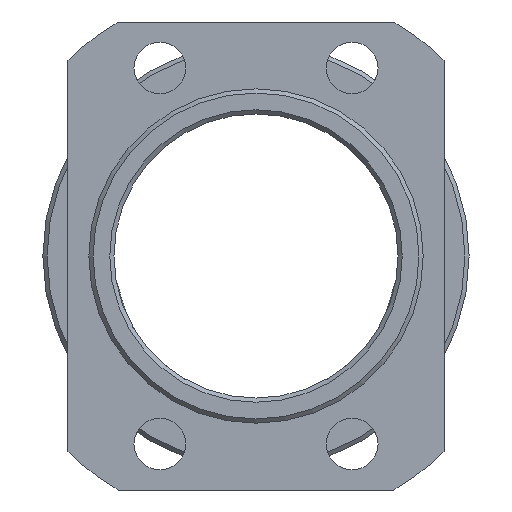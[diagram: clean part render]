
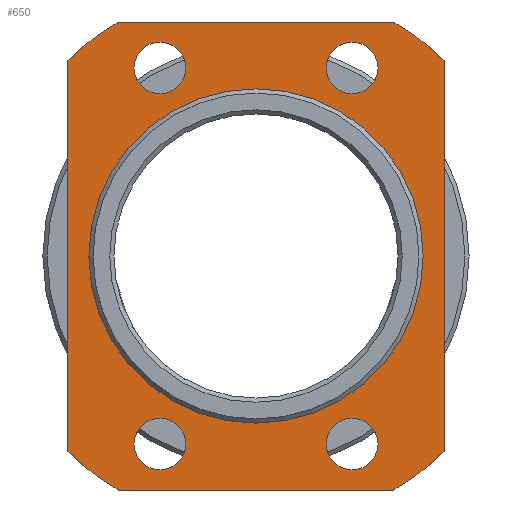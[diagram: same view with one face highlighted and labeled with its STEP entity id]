
A CAD part, front view. The second image highlights one B-rep face of the part: STEP entity #650.
In plain terms, the highlighted planar face has unit normal (0, -1, 0).
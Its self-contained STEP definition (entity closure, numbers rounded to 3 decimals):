
#42=LINE($,#1312,#76);
#46=LINE($,#1321,#80);
#50=LINE($,#1330,#84);
#54=LINE($,#1339,#88);
#76=VECTOR($,#840,46.904);
#80=VECTOR($,#846,46.904);
#84=VECTOR($,#852,33.);
#88=VECTOR($,#858,33.);
#107=PLANE($,#726);
#156=FACE_BOUND($,#262,.T.);
#157=FACE_BOUND($,#263,.T.);
#158=FACE_BOUND($,#264,.T.);
#159=FACE_BOUND($,#265,.T.);
#160=FACE_BOUND($,#266,.T.);
#194=FACE_OUTER_BOUND($,#261,.T.);
#261=EDGE_LOOP($,(#594,#595,#596,#597,#598,#599,#600,#601));
#262=EDGE_LOOP($,(#602));
#263=EDGE_LOOP($,(#603));
#264=EDGE_LOOP($,(#604));
#265=EDGE_LOOP($,(#605));
#266=EDGE_LOOP($,(#606));
#281=CIRCLE($,#678,20.);
#297=CIRCLE($,#713,32.5);
#298=CIRCLE($,#715,32.5);
#299=CIRCLE($,#717,32.5);
#300=CIRCLE($,#719,3.1);
#301=CIRCLE($,#721,3.1);
#302=CIRCLE($,#723,3.1);
#303=CIRCLE($,#725,3.1);
#304=CIRCLE($,#727,32.5);
#326=VERTEX_POINT($,#1114);
#344=VERTEX_POINT($,#1308);
#346=VERTEX_POINT($,#1311);
#348=VERTEX_POINT($,#1317);
#350=VERTEX_POINT($,#1320);
#352=VERTEX_POINT($,#1326);
#354=VERTEX_POINT($,#1329);
#356=VERTEX_POINT($,#1335);
#358=VERTEX_POINT($,#1338);
#364=VERTEX_POINT($,#1363);
#365=VERTEX_POINT($,#1366);
#366=VERTEX_POINT($,#1369);
#367=VERTEX_POINT($,#1372);
#389=EDGE_CURVE($,#326,#326,#281,.T.);
#418=EDGE_CURVE($,#346,#344,#42,.T.);
#422=EDGE_CURVE($,#350,#348,#46,.T.);
#426=EDGE_CURVE($,#354,#352,#50,.T.);
#430=EDGE_CURVE($,#358,#356,#54,.T.);
#441=EDGE_CURVE($,#350,#356,#297,.T.);
#442=EDGE_CURVE($,#346,#352,#298,.T.);
#443=EDGE_CURVE($,#354,#348,#299,.T.);
#444=EDGE_CURVE($,#364,#364,#300,.T.);
#445=EDGE_CURVE($,#365,#365,#301,.T.);
#446=EDGE_CURVE($,#366,#366,#302,.T.);
#447=EDGE_CURVE($,#367,#367,#303,.T.);
#448=EDGE_CURVE($,#358,#344,#304,.T.);
#594=ORIENTED_EDGE($,*,*,#418,.T.);
#595=ORIENTED_EDGE($,*,*,#448,.F.);
#596=ORIENTED_EDGE($,*,*,#430,.T.);
#597=ORIENTED_EDGE($,*,*,#441,.F.);
#598=ORIENTED_EDGE($,*,*,#422,.T.);
#599=ORIENTED_EDGE($,*,*,#443,.F.);
#600=ORIENTED_EDGE($,*,*,#426,.T.);
#601=ORIENTED_EDGE($,*,*,#442,.F.);
#602=ORIENTED_EDGE($,*,*,#444,.T.);
#603=ORIENTED_EDGE($,*,*,#445,.T.);
#604=ORIENTED_EDGE($,*,*,#446,.T.);
#605=ORIENTED_EDGE($,*,*,#447,.T.);
#606=ORIENTED_EDGE($,*,*,#389,.T.);
#650=ADVANCED_FACE($,(#194,#156,#157,#158,#159,#160),#107,.T.);
#678=AXIS2_PLACEMENT_3D($,#1115,#781,#782);
#713=AXIS2_PLACEMENT_3D($,#1357,#881,#882);
#715=AXIS2_PLACEMENT_3D($,#1359,#885,#886);
#717=AXIS2_PLACEMENT_3D($,#1361,#889,#890);
#719=AXIS2_PLACEMENT_3D($,#1364,#893,#894);
#721=AXIS2_PLACEMENT_3D($,#1367,#897,#898);
#723=AXIS2_PLACEMENT_3D($,#1370,#901,#902);
#725=AXIS2_PLACEMENT_3D($,#1373,#905,#906);
#726=AXIS2_PLACEMENT_3D($,#1374,#907,#908);
#727=AXIS2_PLACEMENT_3D($,#1375,#909,#910);
#781=DIRECTION('center_axis',(0.,1.,0.));
#782=DIRECTION('ref_axis',(-1.,0.,0.));
#840=DIRECTION($,(0.,0.,-1.));
#846=DIRECTION($,(0.,0.,1.));
#852=DIRECTION($,(-1.,0.,0.));
#858=DIRECTION($,(1.,0.,0.));
#881=DIRECTION('center_axis',(0.,1.,0.));
#882=DIRECTION('ref_axis',(-1.,0.,0.));
#885=DIRECTION('center_axis',(0.,1.,0.));
#886=DIRECTION('ref_axis',(-1.,0.,0.));
#889=DIRECTION('center_axis',(0.,1.,0.));
#890=DIRECTION('ref_axis',(-1.,0.,0.));
#893=DIRECTION('center_axis',(0.,1.,0.));
#894=DIRECTION('ref_axis',(1.,0.,0.));
#897=DIRECTION('center_axis',(0.,1.,0.));
#898=DIRECTION('ref_axis',(1.,0.,0.));
#901=DIRECTION('center_axis',(0.,1.,0.));
#902=DIRECTION('ref_axis',(1.,0.,0.));
#905=DIRECTION('center_axis',(0.,1.,0.));
#906=DIRECTION('ref_axis',(1.,0.,0.));
#907=DIRECTION('center_axis',(0.,-1.,0.));
#908=DIRECTION('ref_axis',(0.,0.,-1.));
#909=DIRECTION('center_axis',(0.,1.,0.));
#910=DIRECTION('ref_axis',(-1.,0.,0.));
#1114=CARTESIAN_POINT('',(-20.,-69.5,0.));
#1115=CARTESIAN_POINT('Origin',(0.,-69.5,0.));
#1308=CARTESIAN_POINT('',(-22.5,-69.5,-23.452));
#1311=CARTESIAN_POINT('',(-22.5,-69.5,23.452));
#1312=CARTESIAN_POINT($,(-22.5,-69.5,-25.409));
#1317=CARTESIAN_POINT('',(22.5,-69.5,23.452));
#1320=CARTESIAN_POINT('',(22.5,-69.5,-23.452));
#1321=CARTESIAN_POINT($,(22.5,-69.5,20.476));
#1326=CARTESIAN_POINT('',(-16.5,-69.5,28.));
#1329=CARTESIAN_POINT('',(16.5,-69.5,28.));
#1330=CARTESIAN_POINT($,(-24.375,-69.5,28.));
#1335=CARTESIAN_POINT('',(16.5,-69.5,-28.));
#1338=CARTESIAN_POINT('',(-16.5,-69.5,-28.));
#1339=CARTESIAN_POINT($,(-1.875,-69.5,-28.));
#1357=CARTESIAN_POINT('Origin',(0.,-69.5,0.));
#1359=CARTESIAN_POINT('Origin',(0.,-69.5,0.));
#1361=CARTESIAN_POINT('Origin',(0.,-69.5,0.));
#1363=CARTESIAN_POINT('',(8.4,-69.5,22.5));
#1364=CARTESIAN_POINT('Origin',(11.5,-69.5,22.5));
#1366=CARTESIAN_POINT('',(-14.6,-69.5,-22.5));
#1367=CARTESIAN_POINT('Origin',(-11.5,-69.5,-22.5));
#1369=CARTESIAN_POINT('',(-14.6,-69.5,22.5));
#1370=CARTESIAN_POINT('Origin',(-11.5,-69.5,22.5));
#1372=CARTESIAN_POINT('',(8.4,-69.5,-22.5));
#1373=CARTESIAN_POINT('Origin',(11.5,-69.5,-22.5));
#1374=CARTESIAN_POINT('Origin',(-26.25,-69.5,0.));
#1375=CARTESIAN_POINT('Origin',(0.,-69.5,0.));
